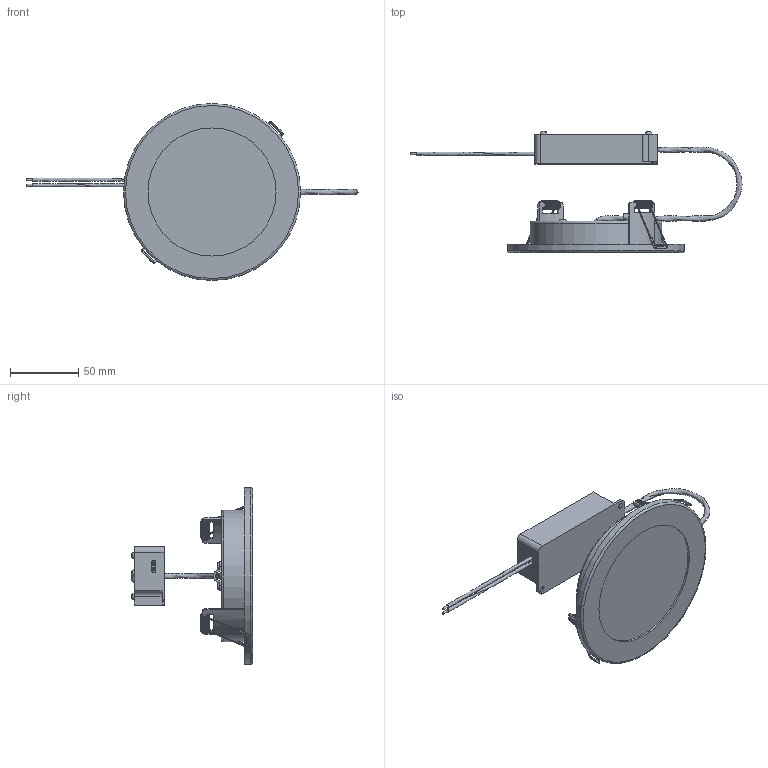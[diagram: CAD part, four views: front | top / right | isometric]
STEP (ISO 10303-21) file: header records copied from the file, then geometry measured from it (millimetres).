
FILE_DESCRIPTION (( 'STEP AP203' ), '1' );
FILE_NAME ('LDVO0-1604-1-7-K23 Ñâåòèëüíèê ÄÂÎ 1604 ñåðåáðî êðóã LED 7Âò 4000 IP20.STEP', '2017-08-16T11:41:40', ( '' ), ( '' ), 'SwSTEP 2.0', 'SolidWorks 2014', '' );
FILE_SCHEMA (( 'CONFIG_CONTROL_DESIGN' ));
Length unit declared in the file: millimetre
Products named in the file (1): LDVO0-1604-1-7-K23 Ñâåòèëüíèê ÄÂÎ 1604 ñåðåáðî êðóã LED 7Âò 4000 IP20
Bounding box: 243.79 x 89 x 130 mm (x, y, z)
Volume: 200753.3 mm3; surface area: 69733.6 mm2
Topology: 1 solids, 1 shells, 338 faces, 886 edges, 552 vertices
Faces by surface type: plane 154, cylinder 120, torus 33, sphere 20, bspline 11
Full cylindrical faces by diameter (mm): 1.5 x2, 2 x3, 5 x1, 94 x1, 115 x1, 127.4 x1, 130 x1
Entity records: 19893 total; most frequent: CARTESIAN_POINT 11833, DIRECTION 1670, ORIENTED_EDGE 1648, EDGE_CURVE 824, AXIS2_PLACEMENT_3D 620, VERTEX_POINT 527, LINE 430, VECTOR 430
